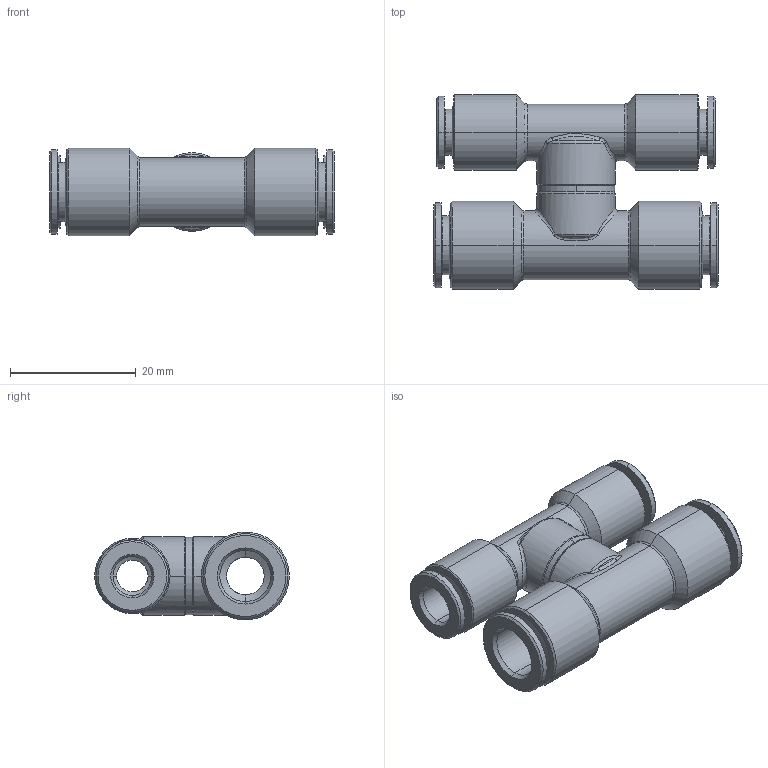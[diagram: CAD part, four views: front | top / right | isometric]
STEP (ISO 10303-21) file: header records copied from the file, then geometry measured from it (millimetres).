
FILE_DESCRIPTION (( 'STEP AP203' ), '1' );
FILE_NAME ('A0363040.STEP', '2009-12-17T08:20:53', ( '' ), ( 'sopra-pneumatic' ), 'SwSTEP 2.0', 'SolidWorks 2009', '' );
FILE_SCHEMA (( 'CONFIG_CONTROL_DESIGN' ));
Length unit declared in the file: millimetre
Products named in the file (1): A0363040
Bounding box: 45.4 x 31 x 14 mm (x, y, z)
Volume: 7145.5 mm3; surface area: 6512.5 mm2
Topology: 1 solids, 1 shells, 158 faces, 342 edges, 196 vertices
Faces by surface type: cone 64, cylinder 50, plane 16, bspline 16, torus 12
Entity records: 6867 total; most frequent: CARTESIAN_POINT 3339, DIRECTION 776, ORIENTED_EDGE 684, EDGE_CURVE 342, AXIS2_PLACEMENT_3D 331, VERTEX_POINT 196, CIRCLE 188, EDGE_LOOP 174
